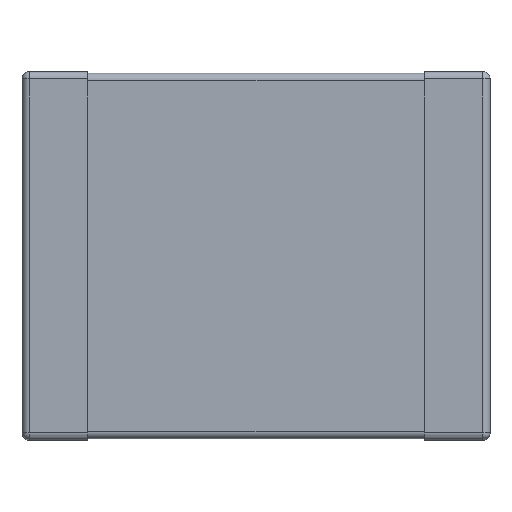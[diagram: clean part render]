
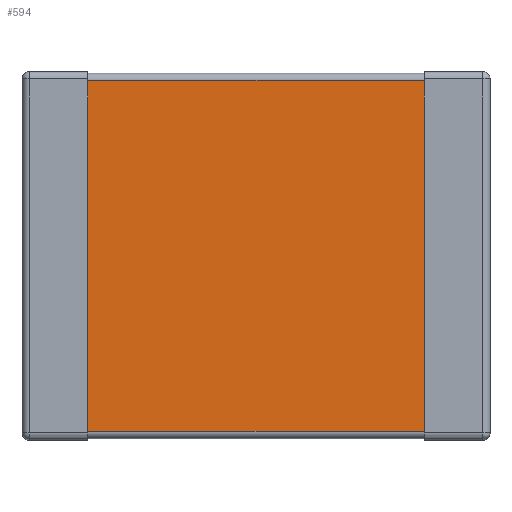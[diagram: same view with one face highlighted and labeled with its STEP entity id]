
A CAD part, top view. The second image highlights one B-rep face of the part: STEP entity #594.
In plain terms, the highlighted planar face has unit normal (0, 0, 1).
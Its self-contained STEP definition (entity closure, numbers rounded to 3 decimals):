
#5 = DIRECTION ( 'NONE',  ( 0., 0., -1. ) ) ;
#127 = VECTOR ( 'NONE', #1342, 1000. ) ;
#192 = EDGE_CURVE ( 'NONE', #370, #1434, #1139, .T. ) ;
#195 = CARTESIAN_POINT ( 'NONE',  ( -1.15, 1.25, 0.64 ) ) ;
#297 = EDGE_CURVE ( 'NONE', #1280, #1434, #914, .T. ) ;
#326 = VECTOR ( 'NONE', #409, 1000. ) ;
#370 = VERTEX_POINT ( 'NONE', #386 ) ;
#386 = CARTESIAN_POINT ( 'NONE',  ( 1.15, 1.2, 0.64 ) ) ;
#409 = DIRECTION ( 'NONE',  ( 0., 1., 0. ) ) ;
#580 = DIRECTION ( 'NONE',  ( -1., 0., 0. ) ) ;
#592 = FACE_OUTER_BOUND ( 'NONE', #684, .T. ) ;
#594 = ADVANCED_FACE ( 'NONE', ( #592 ), #753, .F. ) ;
#684 = EDGE_LOOP ( 'NONE', ( #1752, #1061, #1412, #1041 ) ) ;
#685 = CARTESIAN_POINT ( 'NONE',  ( 1.15, -1.2, 0.64 ) ) ;
#728 = CARTESIAN_POINT ( 'NONE',  ( -1.6, 1.25, 0.64 ) ) ;
#753 = PLANE ( 'NONE',  #768 ) ;
#768 = AXIS2_PLACEMENT_3D ( 'NONE', #728, #5, #580 ) ;
#914 = LINE ( 'NONE', #1769, #127 ) ;
#1026 = DIRECTION ( 'NONE',  ( -1., 0., 0. ) ) ;
#1034 = LINE ( 'NONE', #1168, #1671 ) ;
#1041 = ORIENTED_EDGE ( 'NONE', *, *, #297, .T. ) ;
#1061 = ORIENTED_EDGE ( 'NONE', *, *, #1191, .T. ) ;
#1066 = CARTESIAN_POINT ( 'NONE',  ( -1.15, 1.2, 0.64 ) ) ;
#1139 = LINE ( 'NONE', #1894, #1361 ) ;
#1160 = DIRECTION ( 'NONE',  ( 0., -1., 0. ) ) ;
#1168 = CARTESIAN_POINT ( 'NONE',  ( -1.15, 1.2, 0.64 ) ) ;
#1191 = EDGE_CURVE ( 'NONE', #370, #1861, #1034, .T. ) ;
#1280 = VERTEX_POINT ( 'NONE', #1530 ) ;
#1342 = DIRECTION ( 'NONE',  ( 1., 0., 0. ) ) ;
#1361 = VECTOR ( 'NONE', #1160, 1000. ) ;
#1387 = EDGE_CURVE ( 'NONE', #1280, #1861, #1499, .T. ) ;
#1412 = ORIENTED_EDGE ( 'NONE', *, *, #1387, .F. ) ;
#1434 = VERTEX_POINT ( 'NONE', #685 ) ;
#1499 = LINE ( 'NONE', #195, #326 ) ;
#1530 = CARTESIAN_POINT ( 'NONE',  ( -1.15, -1.2, 0.64 ) ) ;
#1671 = VECTOR ( 'NONE', #1026, 1000. ) ;
#1752 = ORIENTED_EDGE ( 'NONE', *, *, #192, .F. ) ;
#1769 = CARTESIAN_POINT ( 'NONE',  ( 1.15, -1.2, 0.64 ) ) ;
#1861 = VERTEX_POINT ( 'NONE', #1066 ) ;
#1894 = CARTESIAN_POINT ( 'NONE',  ( 1.15, 1.25, 0.64 ) ) ;
